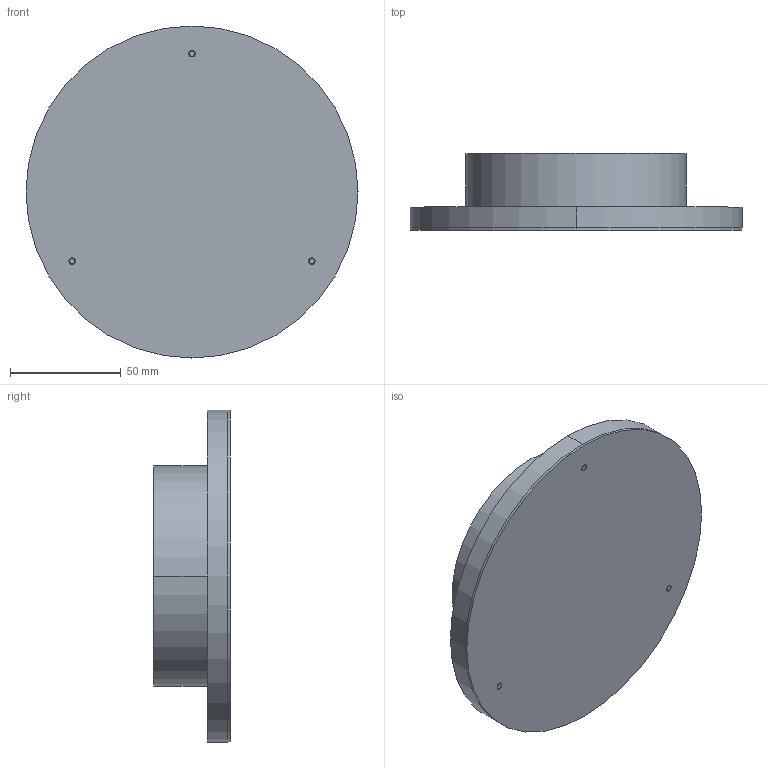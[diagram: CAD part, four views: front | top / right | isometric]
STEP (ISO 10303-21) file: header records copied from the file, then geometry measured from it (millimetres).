
FILE_DESCRIPTION (( 'STEP AP203' ), '1' );
FILE_NAME ('4902-5W-A-Ð¡Ô²ÐÎ.STEP', '2022-09-29T08:36:36', ( 'User' ), ( 'China' ), 'SwSTEP 2.0', 'SolidWorks 2018', '' );
FILE_SCHEMA (( 'CONFIG_CONTROL_DESIGN' ));
Length unit declared in the file: millimetre
Products named in the file (15): 麥芛儂佪-M4X4; 4901腑极; 圆形面板（小）装配体; 俋鞠褒路燭翐M3X5+3; 圆形面板小号装配体; 软灯带; 坋趼埴芛儂佪-M3X4; 4902-5W-A-苤埴倛; LR-4MM揤盄啣; 棠沺-D19.4XD5.5XT3.5; 埴倛醱啣(苤); 埴倛捚親薯(苤); 4901菁啣; 腑极蚾饜极-1; 麥芛囀鞠褒儂佪-M3X6
Assembly tree (24 placements, depth 4):
  4902-5W-A-苤埴倛
    腑极蚾饜极-1
      4901腑极
      4901菁啣
      麥芛儂佪-M4X4  x3
      软灯带
      LR-4MM揤盄啣
      棠沺-D19.4XD5.5XT3.5  x3
      坋趼埴芛儂佪-M3X4  x3
    圆形面板（小）装配体
      埴倛捚親薯(苤)
      圆形面板小号装配体
        埴倛醱啣(苤)
        俋鞠褒路燭翐M3X5+3  x3
      麥芛囀鞠褒儂佪-M3X6  x3
Bounding box: 150 x 34.7 x 150 mm (x, y, z)
Volume: 192986.2 mm3; surface area: 116420.5 mm2
Topology: 21 solids, 21 shells, 723 faces, 1711 edges, 1104 vertices
Faces by surface type: plane 374, cylinder 232, cone 57, torus 36, bspline 24
Entity records: 19028 total; most frequent: CARTESIAN_POINT 5838, DIRECTION 2458, ORIENTED_EDGE 2250, EDGE_CURVE 1125, AXIS2_PLACEMENT_3D 919, VERTEX_POINT 736, LINE 620, VECTOR 620
